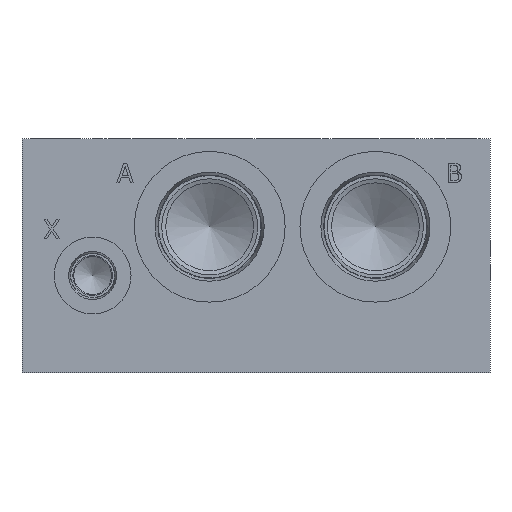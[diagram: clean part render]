
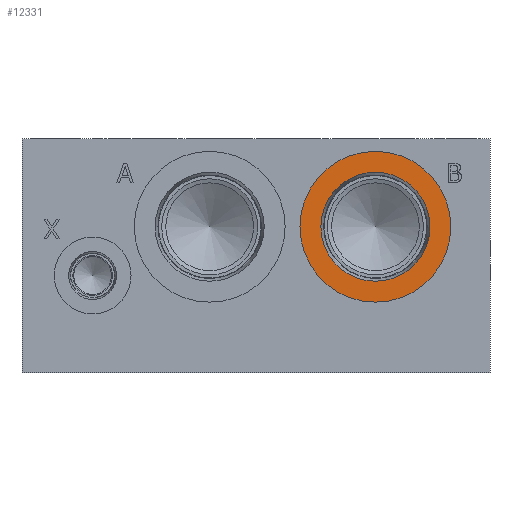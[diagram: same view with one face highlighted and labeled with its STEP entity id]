
A CAD part, left-side view. The second image highlights one B-rep face of the part: STEP entity #12331.
In plain terms, the highlighted planar face has unit normal (-1, 0, 0).
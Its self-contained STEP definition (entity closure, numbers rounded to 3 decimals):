
#253=CIRCLE('',#12928,24.562);
#254=CIRCLE('',#12929,24.562);
#255=CIRCLE('',#12931,17.755);
#256=CIRCLE('',#12932,17.755);
#483=FACE_BOUND('',#2100,.T.);
#843=PLANE('',#12930);
#1401=FACE_OUTER_BOUND('',#2099,.T.);
#2099=EDGE_LOOP('',(#10648,#10649));
#2100=EDGE_LOOP('',(#10650,#10651));
#5791=VERTEX_POINT('',#21180);
#5792=VERTEX_POINT('',#21182);
#5793=VERTEX_POINT('',#21186);
#5794=VERTEX_POINT('',#21187);
#7464=EDGE_CURVE('',#5791,#5792,#253,.T.);
#7465=EDGE_CURVE('',#5792,#5791,#254,.T.);
#7466=EDGE_CURVE('',#5793,#5794,#255,.T.);
#7467=EDGE_CURVE('',#5794,#5793,#256,.T.);
#10648=ORIENTED_EDGE('',*,*,#7465,.F.);
#10649=ORIENTED_EDGE('',*,*,#7464,.F.);
#10650=ORIENTED_EDGE('',*,*,#7466,.T.);
#10651=ORIENTED_EDGE('',*,*,#7467,.T.);
#12331=ADVANCED_FACE('',(#1401,#483),#843,.F.);
#12928=AXIS2_PLACEMENT_3D('',#21183,#15191,#15192);
#12929=AXIS2_PLACEMENT_3D('',#21184,#15193,#15194);
#12930=AXIS2_PLACEMENT_3D('',#21185,#15195,#15196);
#12931=AXIS2_PLACEMENT_3D('',#21188,#15197,#15198);
#12932=AXIS2_PLACEMENT_3D('',#21189,#15199,#15200);
#15191=DIRECTION('center_axis',(1.,0.,0.));
#15192=DIRECTION('ref_axis',(0.,0.,-1.));
#15193=DIRECTION('center_axis',(1.,0.,0.));
#15194=DIRECTION('ref_axis',(0.,0.,-1.));
#15195=DIRECTION('center_axis',(1.,0.,0.));
#15196=DIRECTION('ref_axis',(0.,0.,-1.));
#15197=DIRECTION('center_axis',(1.,0.,0.));
#15198=DIRECTION('ref_axis',(0.,0.,-1.));
#15199=DIRECTION('center_axis',(1.,0.,0.));
#15200=DIRECTION('ref_axis',(0.,0.,-1.));
#21180=CARTESIAN_POINT('',(0.787,37.313,23.063));
#21182=CARTESIAN_POINT('',(0.787,37.313,72.187));
#21183=CARTESIAN_POINT('Origin',(0.787,37.313,47.625));
#21184=CARTESIAN_POINT('Origin',(0.787,37.313,47.625));
#21185=CARTESIAN_POINT('Origin',(0.787,37.313,65.38));
#21186=CARTESIAN_POINT('',(0.787,37.313,65.38));
#21187=CARTESIAN_POINT('',(0.787,37.313,29.87));
#21188=CARTESIAN_POINT('Origin',(0.787,37.313,47.625));
#21189=CARTESIAN_POINT('Origin',(0.787,37.313,47.625));
